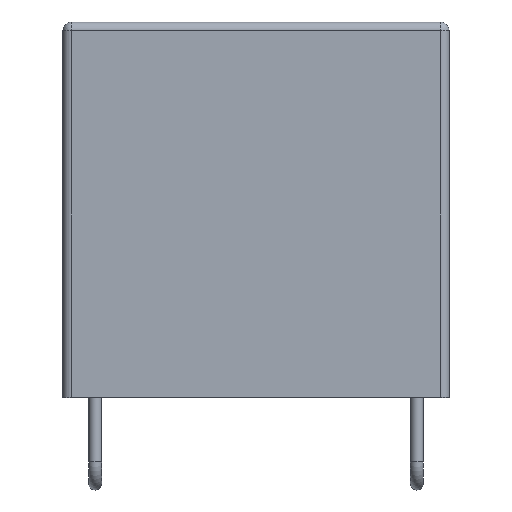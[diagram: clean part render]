
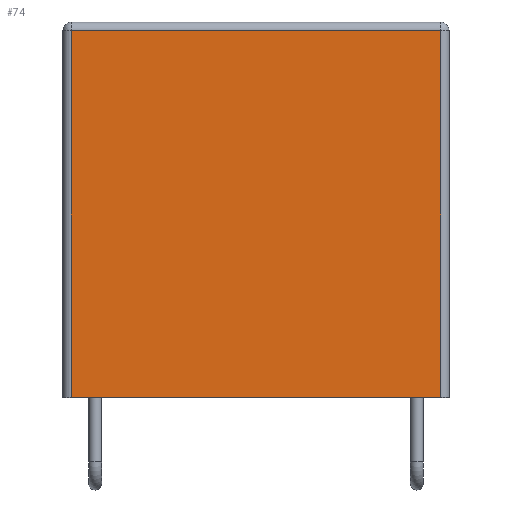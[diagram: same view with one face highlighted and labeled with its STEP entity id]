
A CAD part, top view. The second image highlights one B-rep face of the part: STEP entity #74.
In plain terms, the highlighted planar face has unit normal (0, 0, 1).
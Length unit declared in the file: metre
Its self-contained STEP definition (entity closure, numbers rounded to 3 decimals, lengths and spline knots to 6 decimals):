
#74 = ADVANCED_FACE( '', ( #161 ), #162, .F. );
#161 = FACE_OUTER_BOUND( '', #268, .T. );
#162 = PLANE( '', #269 );
#268 = EDGE_LOOP( '', ( #388, #389, #390, #391 ) );
#269 = AXIS2_PLACEMENT_3D( '', #392, #393, #394 );
#388 = ORIENTED_EDGE( '', *, *, #547, .T. );
#389 = ORIENTED_EDGE( '', *, *, #569, .T. );
#390 = ORIENTED_EDGE( '', *, *, #560, .T. );
#391 = ORIENTED_EDGE( '', *, *, #570, .T. );
#392 = CARTESIAN_POINT( '', ( 0., 0.0175, 0. ) );
#393 = DIRECTION( '', ( 0., 0., -1. ) );
#394 = DIRECTION( '', ( -1., 0., 0. ) );
#547 = EDGE_CURVE( '', #626, #624, #627, .T. );
#560 = EDGE_CURVE( '', #630, #646, #648, .F. );
#569 = EDGE_CURVE( '', #624, #630, #661, .F. );
#570 = EDGE_CURVE( '', #646, #626, #662, .T. );
#624 = VERTEX_POINT( '', #727 );
#626 = VERTEX_POINT( '', #729 );
#627 = LINE( '', #730, #731 );
#630 = VERTEX_POINT( '', #734 );
#646 = VERTEX_POINT( '', #751 );
#648 = LINE( '', #753, #754 );
#661 = LINE( '', #769, #770 );
#662 = LINE( '', #771, #772 );
#727 = CARTESIAN_POINT( '', ( 0.0176, 0., 0. ) );
#729 = CARTESIAN_POINT( '', ( 0.0004, 0., 0. ) );
#730 = CARTESIAN_POINT( '', ( 0., 0., 0. ) );
#731 = VECTOR( '', #844, 1. );
#734 = CARTESIAN_POINT( '', ( 0.0176, 0.0171, 0. ) );
#751 = CARTESIAN_POINT( '', ( 0.0004, 0.0171, 0. ) );
#753 = CARTESIAN_POINT( '', ( 0., 0.0171, 0. ) );
#754 = VECTOR( '', #870, 1. );
#769 = CARTESIAN_POINT( '', ( 0.0176, 0.0175, 0. ) );
#770 = VECTOR( '', #882, 1. );
#771 = CARTESIAN_POINT( '', ( 0.0004, 0.0175, 0. ) );
#772 = VECTOR( '', #883, 1. );
#844 = DIRECTION( '', ( 1., 0., 0. ) );
#870 = DIRECTION( '', ( 1., 0., 0. ) );
#882 = DIRECTION( '', ( 0., -1., 0. ) );
#883 = DIRECTION( '', ( 0., -1., 0. ) );
